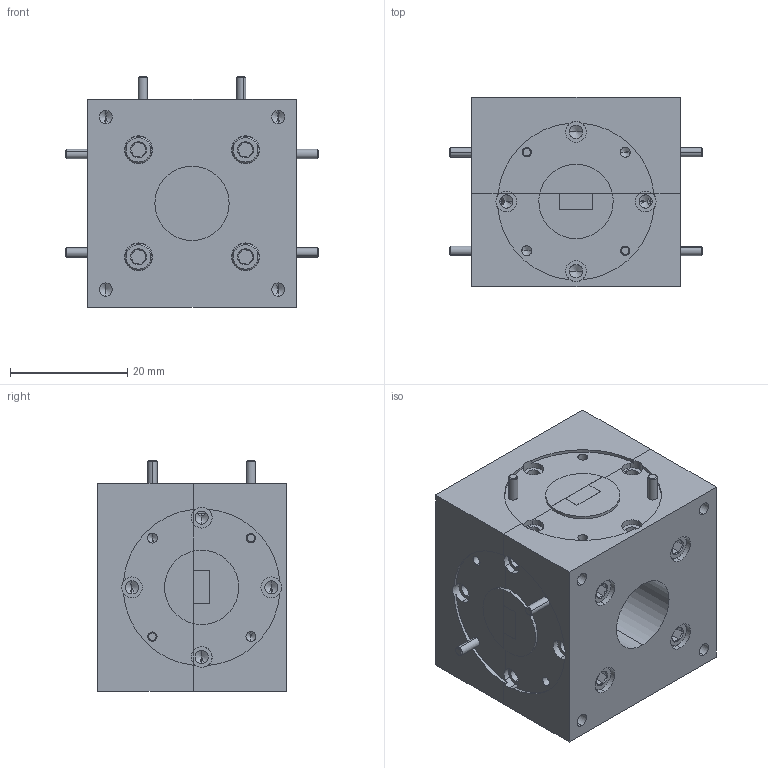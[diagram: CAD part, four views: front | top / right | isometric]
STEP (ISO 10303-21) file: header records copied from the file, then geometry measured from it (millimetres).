
FILE_DESCRIPTION (( 'STEP AP214' ), '1' );
FILE_NAME ('SWP-40350302-22-S1.STEP', '2018-06-22T19:10:38', ( '' ), ( '' ), 'SwSTEP 2.0', 'SolidWorks 2016', '' );
FILE_SCHEMA (( 'AUTOMOTIVE_DESIGN' ));
Length unit declared in the file: inch
Products named in the file (1): SWP-40350302-22-S1
Bounding box: 43.31 x 32.26 x 39.43 mm (x, y, z)
Volume: 38375.1 mm3; surface area: 13252.5 mm2
Topology: 12 solids, 12 shells, 901 faces, 2452 edges, 1556 vertices
Faces by surface type: cylinder 644, cone 132, plane 117, bspline 8
Entity records: 50924 total; most frequent: CARTESIAN_POINT 19262, ORIENTED_EDGE 4792, DIRECTION 3604, EDGE_CURVE 2396, VERTEX_POINT 1556, AXIS2_PLACEMENT_3D 1334, EDGE_LOOP 950, VECTOR 936
